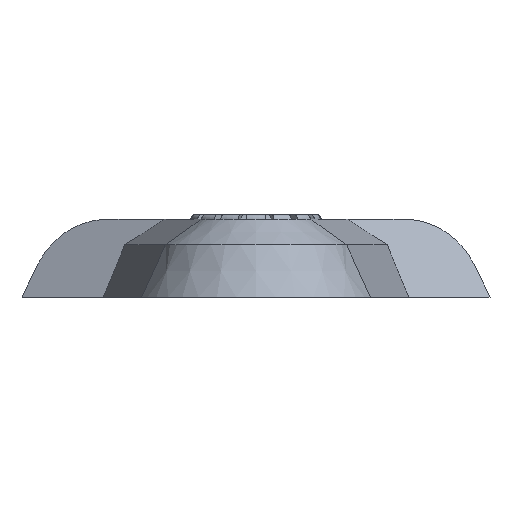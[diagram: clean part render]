
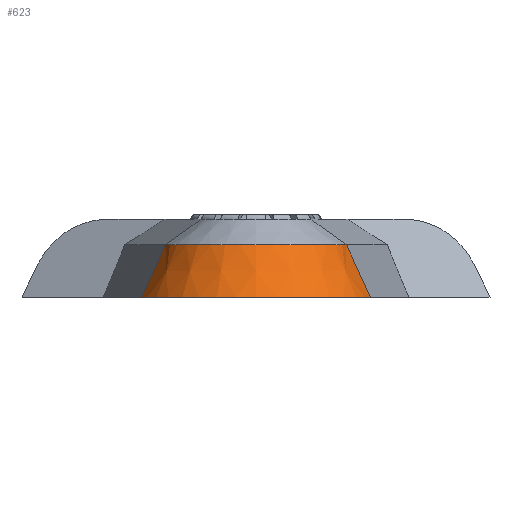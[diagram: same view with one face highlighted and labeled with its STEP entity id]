
A CAD part, front view. The second image highlights one B-rep face of the part: STEP entity #623.
In plain terms, the highlighted conical face has half-angle 25 degrees and reference radius 19.05 mm.
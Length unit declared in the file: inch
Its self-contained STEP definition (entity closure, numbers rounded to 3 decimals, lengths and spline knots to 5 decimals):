
#26 = DIRECTION ( 'NONE',  ( 0.413, -0.088, -0.906 ) ) ;
#129 = AXIS2_PLACEMENT_3D ( 'NONE', #3175, #1689, #5213 ) ;
#151 = FACE_OUTER_BOUND ( 'NONE', #4363, .T. ) ;
#430 = DIRECTION ( 'NONE',  ( 0., 0., -1. ) ) ;
#447 = EDGE_CURVE ( 'NONE', #4531, #5073, #1527, .T. ) ;
#614 = EDGE_CURVE ( 'NONE', #6086, #5822, #2649, .T. ) ;
#623 = ADVANCED_FACE ( 'NONE', ( #151 ), #3316, .T. ) ;
#1311 = AXIS2_PLACEMENT_3D ( 'NONE', #2317, #4350, #4846 ) ;
#1527 = LINE ( 'NONE', #5523, #3206 ) ;
#1689 = DIRECTION ( 'NONE',  ( 0., 0., -1. ) ) ;
#1856 = AXIS2_PLACEMENT_3D ( 'NONE', #3971, #430, #4248 ) ;
#2070 = ORIENTED_EDGE ( 'NONE', *, *, #447, .F. ) ;
#2158 = CARTESIAN_POINT ( 'NONE',  ( -0.73361, -0.15593, 0. ) ) ;
#2283 = CIRCLE ( 'NONE', #1856, 0.59334 ) ;
#2317 = CARTESIAN_POINT ( 'NONE',  ( 0., 0., 0. ) ) ;
#2526 = ORIENTED_EDGE ( 'NONE', *, *, #4813, .T. ) ;
#2649 = LINE ( 'NONE', #2158, #6188 ) ;
#3175 = CARTESIAN_POINT ( 'NONE',  ( 0., 0., 0. ) ) ;
#3203 = CARTESIAN_POINT ( 'NONE',  ( -0.58037, -0.12336, 0.33596 ) ) ;
#3206 = VECTOR ( 'NONE', #26, 39.37008 ) ;
#3316 = CONICAL_SURFACE ( 'NONE', #129, 0.75, 0.436 ) ;
#3381 = CARTESIAN_POINT ( 'NONE',  ( -0.73361, -0.15593, 0. ) ) ;
#3971 = CARTESIAN_POINT ( 'NONE',  ( 0., 0., 0.33596 ) ) ;
#4135 = ORIENTED_EDGE ( 'NONE', *, *, #614, .T. ) ;
#4186 = DIRECTION ( 'NONE',  ( -0.413, -0.088, -0.906 ) ) ;
#4248 = DIRECTION ( 'NONE',  ( 1., 0., 0. ) ) ;
#4350 = DIRECTION ( 'NONE',  ( 0., 0., 1. ) ) ;
#4363 = EDGE_LOOP ( 'NONE', ( #2070, #5942, #4135, #2526 ) ) ;
#4531 = VERTEX_POINT ( 'NONE', #5527 ) ;
#4813 = EDGE_CURVE ( 'NONE', #5822, #5073, #6205, .T. ) ;
#4846 = DIRECTION ( 'NONE',  ( -1., 0., 0. ) ) ;
#5073 = VERTEX_POINT ( 'NONE', #6234 ) ;
#5175 = EDGE_CURVE ( 'NONE', #4531, #6086, #2283, .T. ) ;
#5213 = DIRECTION ( 'NONE',  ( -1., 0., 0. ) ) ;
#5523 = CARTESIAN_POINT ( 'NONE',  ( 0.73361, -0.15593, 0. ) ) ;
#5527 = CARTESIAN_POINT ( 'NONE',  ( 0.58037, -0.12336, 0.33596 ) ) ;
#5822 = VERTEX_POINT ( 'NONE', #3381 ) ;
#5942 = ORIENTED_EDGE ( 'NONE', *, *, #5175, .T. ) ;
#6086 = VERTEX_POINT ( 'NONE', #3203 ) ;
#6188 = VECTOR ( 'NONE', #4186, 39.37008 ) ;
#6205 = CIRCLE ( 'NONE', #1311, 0.75 ) ;
#6234 = CARTESIAN_POINT ( 'NONE',  ( 0.73361, -0.15593, 0. ) ) ;
